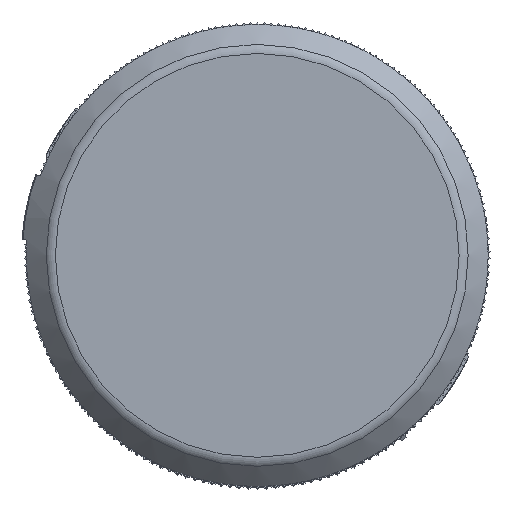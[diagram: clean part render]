
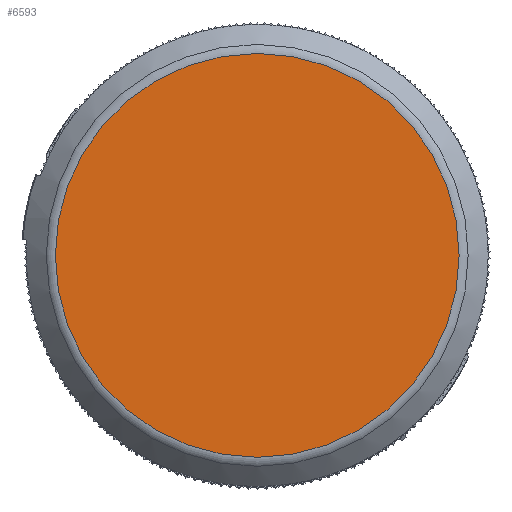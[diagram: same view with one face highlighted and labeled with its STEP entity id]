
A CAD part, top view. The second image highlights one B-rep face of the part: STEP entity #6593.
In plain terms, the highlighted planar face has unit normal (0, 0, 1).
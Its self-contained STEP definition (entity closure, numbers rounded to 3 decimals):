
#3206=CIRCLE('',#66629,31.672);
#6593=ADVANCED_FACE('',(#12901),#10378,.F.);
#10378=PLANE('',#66630);
#12901=FACE_OUTER_BOUND('',#16769,.T.);
#16769=EDGE_LOOP('',(#34566));
#34566=ORIENTED_EDGE('',*,*,#57560,.T.);
#50851=VERTEX_POINT('',#98801);
#57560=EDGE_CURVE('',#50851,#50851,#3206,.T.);
#66629=AXIS2_PLACEMENT_3D('',#98800,#75832,#75833);
#66630=AXIS2_PLACEMENT_3D('',#98802,#75834,#75835);
#75832=DIRECTION('',(0.,0.,1.));
#75833=DIRECTION('',(-1.,0.,0.));
#75834=DIRECTION('',(0.,0.,-1.));
#75835=DIRECTION('',(1.,0.,0.));
#98800=CARTESIAN_POINT('',(7.17,7.17,285.145));
#98801=CARTESIAN_POINT('',(-24.501,7.17,285.145));
#98802=CARTESIAN_POINT('',(7.17,39.67,285.145));
